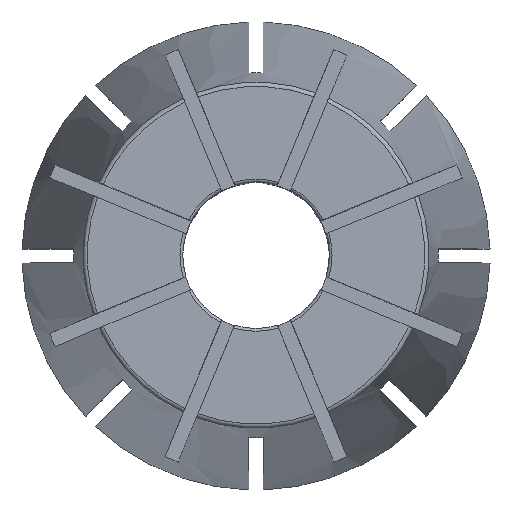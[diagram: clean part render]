
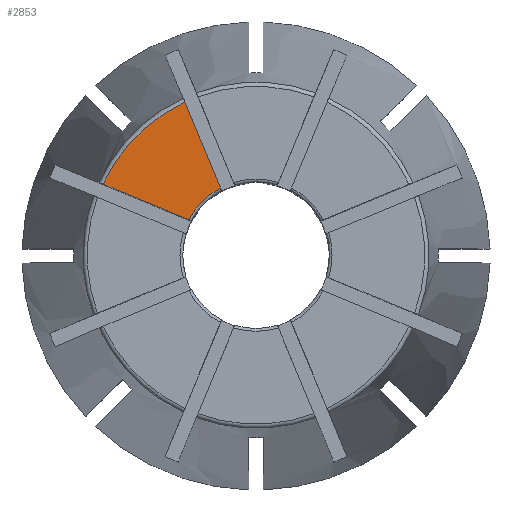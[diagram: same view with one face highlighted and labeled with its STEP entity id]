
A CAD part, top view. The second image highlights one B-rep face of the part: STEP entity #2853.
In plain terms, the highlighted planar face has unit normal (0, 0, 1).
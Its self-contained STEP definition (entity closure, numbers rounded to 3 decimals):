
#342=LINE('',#5057,#502);
#356=LINE('',#5151,#516);
#502=VECTOR('',#3749,1000.);
#516=VECTOR('',#3795,1000.);
#990=ORIENTED_EDGE('',*,*,#1808,.T.);
#991=ORIENTED_EDGE('',*,*,#1778,.T.);
#992=ORIENTED_EDGE('',*,*,#1810,.F.);
#993=ORIENTED_EDGE('',*,*,#1811,.F.);
#1778=EDGE_CURVE('',#2167,#2166,#342,.T.);
#1808=EDGE_CURVE('',#2186,#2167,#2330,.T.);
#1810=EDGE_CURVE('',#2187,#2166,#2331,.T.);
#1811=EDGE_CURVE('',#2186,#2187,#356,.T.);
#2166=VERTEX_POINT('',#5056);
#2167=VERTEX_POINT('',#5058);
#2186=VERTEX_POINT('',#5143);
#2187=VERTEX_POINT('',#5150);
#2330=CIRCLE('',#3136,11.897);
#2331=CIRCLE('',#3138,5.36);
#2461=EDGE_LOOP('',(#990,#991,#992,#993));
#2617=FACE_BOUND('',#2461,.T.);
#2740=PLANE('',#3137);
#2853=ADVANCED_FACE('',(#2617),#2740,.T.);
#3136=AXIS2_PLACEMENT_3D('',#5142,#3789,#3790);
#3137=AXIS2_PLACEMENT_3D('',#5148,#3791,#3792);
#3138=AXIS2_PLACEMENT_3D('',#5149,#3793,#3794);
#3749=DIRECTION('',(0.924,-0.383,0.));
#3789=DIRECTION('',(0.,0.,1.));
#3790=DIRECTION('',(1.,0.,0.));
#3791=DIRECTION('',(0.,0.,1.));
#3792=DIRECTION('',(1.,0.,0.));
#3793=DIRECTION('',(0.,0.,1.));
#3794=DIRECTION('',(1.,0.,0.));
#3795=DIRECTION('',(0.383,-0.924,0.));
#5056=CARTESIAN_POINT('',(-4.739,2.504,30.9));
#5057=CARTESIAN_POINT('',(0.191,0.462,30.9));
#5058=CARTESIAN_POINT('',(-10.79,5.011,30.9));
#5142=CARTESIAN_POINT('',(0.,0.,30.9));
#5143=CARTESIAN_POINT('',(-5.011,10.79,30.9));
#5148=CARTESIAN_POINT('',(0.,0.,30.9));
#5149=CARTESIAN_POINT('',(0.,0.,30.9));
#5150=CARTESIAN_POINT('',(-2.504,4.739,30.9));
#5151=CARTESIAN_POINT('',(-0.462,-0.191,30.9));
